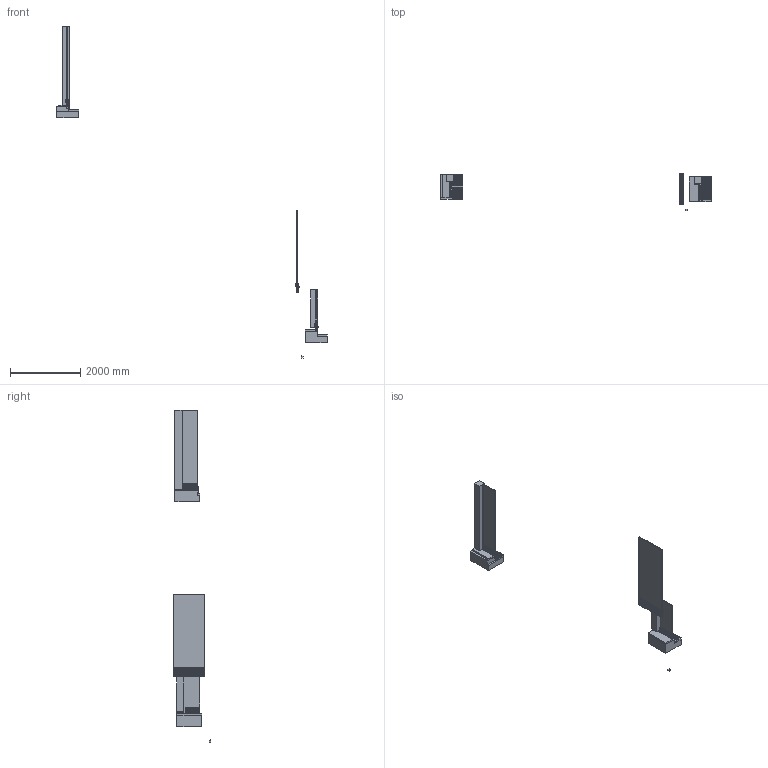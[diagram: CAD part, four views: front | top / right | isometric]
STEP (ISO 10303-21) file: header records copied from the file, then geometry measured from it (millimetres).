
FILE_DESCRIPTION(('STEP AP214'),'1');
FILE_NAME('20.05.19 Balkon, Anschlussdetail Fenster u.STP','2020-05-25T09:17:45',(' '),(' '),'Spatial InterOp 3D',' ',' ');
FILE_SCHEMA(('automotive_design'));
Length unit declared in the file: millimetre
Products named in the file (249): 3D WÜRFEL; Quader; gerades Prisma; 1; 2; 3; 4; 5; 6; 7; 8; 9; 10; 11; 12; 13; 14; 15
Bounding box: 7702.2 x 1072.97 x 9448.5 mm (x, y, z)
Volume: 448877827.8 mm3; surface area: 39524280.9 mm2
Topology: 249 solids, 249 shells, 4745 faces, 12740 edges, 8492 vertices
Faces by surface type: plane 3053, cylinder 1692
Entity records: 192673 total; most frequent: CARTESIAN_POINT 26227, DIRECTION 26112, ORIENTED_EDGE 25480, EDGE_CURVE 12740, LINE 9356, VECTOR 9356, VERTEX_POINT 8493, AXIS2_PLACEMENT_3D 8378
